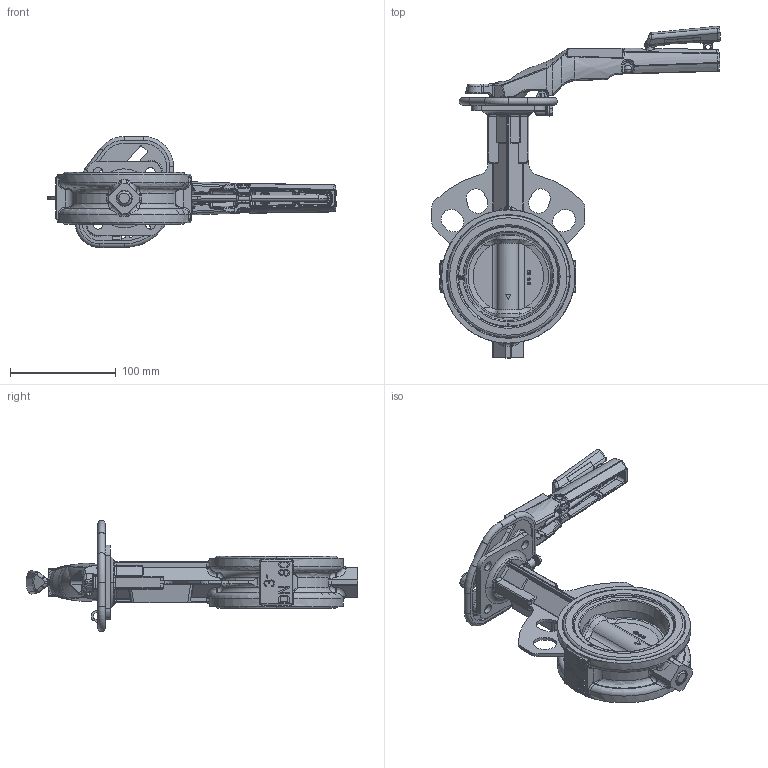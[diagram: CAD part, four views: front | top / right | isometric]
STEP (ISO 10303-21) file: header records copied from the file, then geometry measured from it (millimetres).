
FILE_DESCRIPTION((''),'2;1');
FILE_NAME('ASM0001_ASM','2021-04-20T',('ying-xiang'),(''),'CREO PARAMETRIC BY PTC INC, 2016050','CREO PARAMETRIC BY PTC INC, 2016050','');
FILE_SCHEMA(('CONFIG_CONTROL_DESIGN'));
Products named in the file (10): S730A008SN01; MSBR-6; MSBR-5; MSBR-4; MSBR-3; MSBR-2; MSBR-1; _L7A; L7A_ASM; ASM0001_ASM
Assembly tree (9 placements, depth 3):
  ASM0001_ASM
    S730A008SN01
    L7A_ASM
      MSBR-6
      MSBR-5
      MSBR-4
      MSBR-3
      MSBR-2
      MSBR-1
      _L7A
Bounding box: 273.04 x 313.85 x 105 mm (x, y, z)
Volume: 579632 mm3; surface area: 173643.2 mm2
Topology: 8 solids, 10 shells, 2771 faces, 7089 edges, 4381 vertices
Faces by surface type: plane 1026, cylinder 754, bspline 593, torus 240, cone 79, sphere 79
Entity records: 132857 total; most frequent: CARTESIAN_POINT 69945, ORIENTED_EDGE 14142, DIRECTION 11687, EDGE_CURVE 7071, VERTEX_POINT 4381, AXIS2_PLACEMENT_3D 4174, VECTOR 3339, LINE 3339
